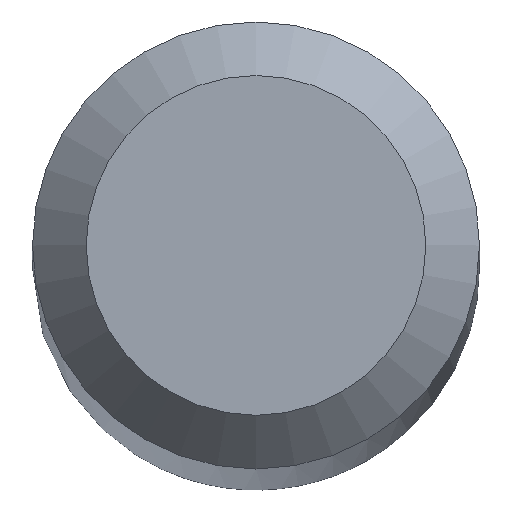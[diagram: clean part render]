
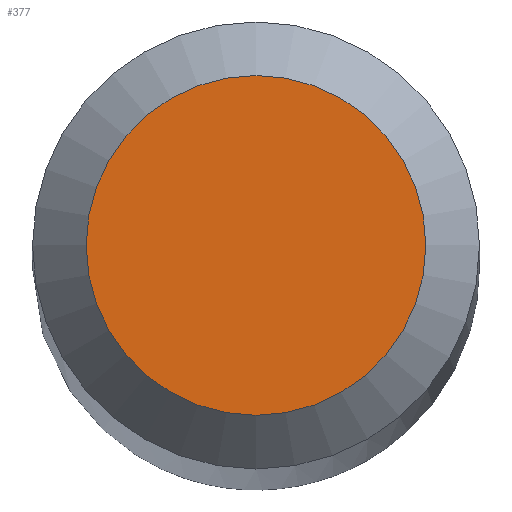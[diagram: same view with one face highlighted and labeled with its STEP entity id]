
A CAD part, top view. The second image highlights one B-rep face of the part: STEP entity #377.
In plain terms, the highlighted planar face has unit normal (0, 0, 1).
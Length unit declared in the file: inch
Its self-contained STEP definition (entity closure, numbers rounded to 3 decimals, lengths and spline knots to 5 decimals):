
#29=CIRCLE('',#432,0.095);
#44=FACE_OUTER_BOUND('',#64,.T.);
#64=EDGE_LOOP('',(#309));
#180=VERTEX_POINT('',#641);
#227=EDGE_CURVE('',#180,#180,#29,.T.);
#309=ORIENTED_EDGE('',*,*,#227,.F.);
#358=PLANE('',#433);
#377=ADVANCED_FACE('',(#44),#358,.T.);
#432=AXIS2_PLACEMENT_3D('',#642,#525,#526);
#433=AXIS2_PLACEMENT_3D('',#644,#528,#529);
#525=DIRECTION('center_axis',(0.,0.,-1.));
#526=DIRECTION('ref_axis',(-1.,0.,0.));
#528=DIRECTION('center_axis',(0.,0.,1.));
#529=DIRECTION('ref_axis',(1.,0.,0.));
#641=CARTESIAN_POINT('',(0.095,0.,7.));
#642=CARTESIAN_POINT('Origin',(0.,0.,7.));
#644=CARTESIAN_POINT('Origin',(0.,0.,
7.));
